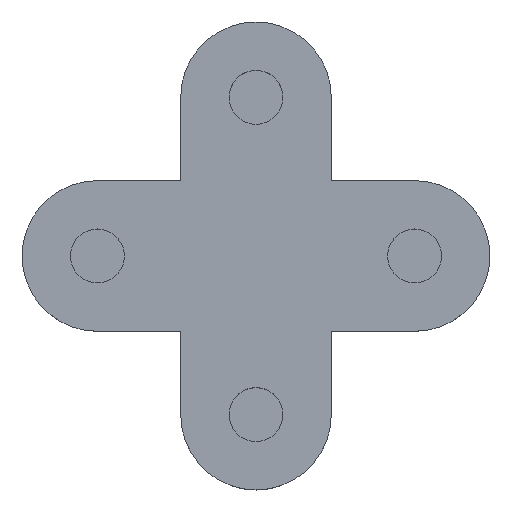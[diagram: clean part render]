
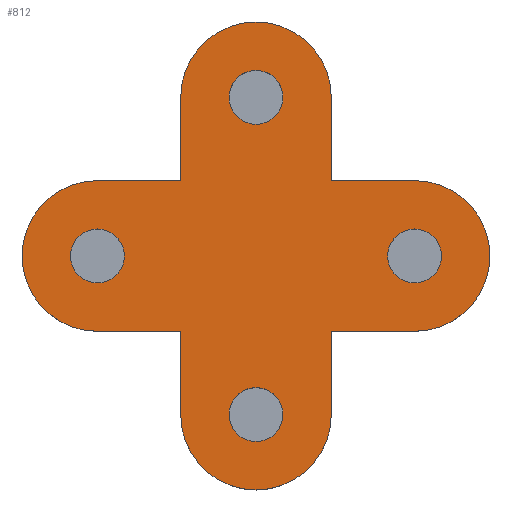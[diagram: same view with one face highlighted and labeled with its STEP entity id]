
A CAD part, top view. The second image highlights one B-rep face of the part: STEP entity #812.
In plain terms, the highlighted planar face has unit normal (0, 0, 1).
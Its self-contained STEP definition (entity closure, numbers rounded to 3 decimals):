
#133=LINE('',#1254,#197);
#134=LINE('',#1257,#198);
#135=LINE('',#1261,#199);
#136=LINE('',#1263,#200);
#137=LINE('',#1267,#201);
#138=LINE('',#1269,#202);
#139=LINE('',#1273,#203);
#140=LINE('',#1275,#204);
#197=VECTOR('',#982,1000.);
#198=VECTOR('',#983,1000.);
#199=VECTOR('',#986,1000.);
#200=VECTOR('',#987,1000.);
#201=VECTOR('',#990,1000.);
#202=VECTOR('',#991,1000.);
#203=VECTOR('',#994,1000.);
#204=VECTOR('',#995,1000.);
#261=ORIENTED_EDGE('',*,*,#469,.F.);
#262=ORIENTED_EDGE('',*,*,#470,.F.);
#263=ORIENTED_EDGE('',*,*,#471,.F.);
#264=ORIENTED_EDGE('',*,*,#472,.F.);
#265=ORIENTED_EDGE('',*,*,#473,.F.);
#266=ORIENTED_EDGE('',*,*,#474,.F.);
#267=ORIENTED_EDGE('',*,*,#475,.F.);
#268=ORIENTED_EDGE('',*,*,#476,.F.);
#269=ORIENTED_EDGE('',*,*,#477,.F.);
#270=ORIENTED_EDGE('',*,*,#478,.F.);
#271=ORIENTED_EDGE('',*,*,#479,.F.);
#272=ORIENTED_EDGE('',*,*,#480,.F.);
#273=ORIENTED_EDGE('',*,*,#481,.F.);
#274=ORIENTED_EDGE('',*,*,#482,.F.);
#275=ORIENTED_EDGE('',*,*,#483,.F.);
#276=ORIENTED_EDGE('',*,*,#484,.T.);
#469=EDGE_CURVE('',#573,#573,#641,.T.);
#470=EDGE_CURVE('',#574,#575,#133,.T.);
#471=EDGE_CURVE('',#576,#574,#134,.T.);
#472=EDGE_CURVE('',#577,#576,#642,.T.);
#473=EDGE_CURVE('',#578,#577,#135,.T.);
#474=EDGE_CURVE('',#579,#578,#136,.T.);
#475=EDGE_CURVE('',#580,#579,#643,.T.);
#476=EDGE_CURVE('',#581,#580,#137,.T.);
#477=EDGE_CURVE('',#582,#581,#138,.T.);
#478=EDGE_CURVE('',#583,#582,#644,.T.);
#479=EDGE_CURVE('',#584,#583,#139,.T.);
#480=EDGE_CURVE('',#585,#584,#140,.T.);
#481=EDGE_CURVE('',#575,#585,#645,.T.);
#482=EDGE_CURVE('',#586,#586,#646,.T.);
#483=EDGE_CURVE('',#587,#587,#647,.T.);
#484=EDGE_CURVE('',#588,#588,#648,.F.);
#573=VERTEX_POINT('',#1253);
#574=VERTEX_POINT('',#1255);
#575=VERTEX_POINT('',#1256);
#576=VERTEX_POINT('',#1258);
#577=VERTEX_POINT('',#1260);
#578=VERTEX_POINT('',#1262);
#579=VERTEX_POINT('',#1264);
#580=VERTEX_POINT('',#1266);
#581=VERTEX_POINT('',#1268);
#582=VERTEX_POINT('',#1270);
#583=VERTEX_POINT('',#1272);
#584=VERTEX_POINT('',#1274);
#585=VERTEX_POINT('',#1276);
#586=VERTEX_POINT('',#1279);
#587=VERTEX_POINT('',#1281);
#588=VERTEX_POINT('',#1283);
#641=CIRCLE('',#873,1.7);
#642=CIRCLE('',#874,4.75);
#643=CIRCLE('',#875,4.75);
#644=CIRCLE('',#876,4.75);
#645=CIRCLE('',#877,4.75);
#646=CIRCLE('',#878,1.7);
#647=CIRCLE('',#879,1.7);
#648=CIRCLE('',#880,1.7);
#677=EDGE_LOOP('',(#261));
#678=EDGE_LOOP('',(#262,#263,#264,#265,#266,#267,#268,#269,#270,#271,#272,
#273));
#679=EDGE_LOOP('',(#274));
#680=EDGE_LOOP('',(#275));
#681=EDGE_LOOP('',(#276));
#733=FACE_BOUND('',#677,.T.);
#734=FACE_BOUND('',#678,.T.);
#735=FACE_BOUND('',#679,.T.);
#736=FACE_BOUND('',#680,.T.);
#737=FACE_BOUND('',#681,.T.);
#789=PLANE('',#872);
#812=ADVANCED_FACE('',(#733,#734,#735,#736,#737),#789,.T.);
#872=AXIS2_PLACEMENT_3D('',#1251,#978,#979);
#873=AXIS2_PLACEMENT_3D('',#1252,#980,#981);
#874=AXIS2_PLACEMENT_3D('',#1259,#984,#985);
#875=AXIS2_PLACEMENT_3D('',#1265,#988,#989);
#876=AXIS2_PLACEMENT_3D('',#1271,#992,#993);
#877=AXIS2_PLACEMENT_3D('',#1277,#996,#997);
#878=AXIS2_PLACEMENT_3D('',#1278,#998,#999);
#879=AXIS2_PLACEMENT_3D('',#1280,#1000,#1001);
#880=AXIS2_PLACEMENT_3D('',#1282,#1002,#1003);
#978=DIRECTION('',(0.,0.,1.));
#979=DIRECTION('',(1.,0.,0.));
#980=DIRECTION('',(0.,0.,1.));
#981=DIRECTION('',(1.,0.,0.));
#982=DIRECTION('',(-1.,0.,0.));
#983=DIRECTION('',(0.,1.,0.));
#984=DIRECTION('',(0.,0.,-1.));
#985=DIRECTION('',(-1.,0.,0.));
#986=DIRECTION('',(0.,-1.,0.));
#987=DIRECTION('',(-1.,0.,0.));
#988=DIRECTION('',(0.,0.,-1.));
#989=DIRECTION('',(-1.,0.,0.));
#990=DIRECTION('',(1.,0.,0.));
#991=DIRECTION('',(0.,-1.,0.));
#992=DIRECTION('',(0.,0.,-1.));
#993=DIRECTION('',(-1.,0.,0.));
#994=DIRECTION('',(0.,1.,0.));
#995=DIRECTION('',(1.,0.,0.));
#996=DIRECTION('',(0.,0.,-1.));
#997=DIRECTION('',(-1.,0.,0.));
#998=DIRECTION('',(0.,0.,1.));
#999=DIRECTION('',(1.,0.,0.));
#1000=DIRECTION('',(0.,0.,1.));
#1001=DIRECTION('',(1.,0.,0.));
#1002=DIRECTION('',(0.,0.,1.));
#1003=DIRECTION('',(1.,0.,0.));
#1251=CARTESIAN_POINT('',(75.743,65.346,58.254));
#1252=CARTESIAN_POINT('',(75.743,85.346,58.254));
#1253=CARTESIAN_POINT('',(77.443,85.346,58.254));
#1254=CARTESIAN_POINT('',(72.493,70.596,58.254));
#1255=CARTESIAN_POINT('',(70.993,70.596,58.254));
#1256=CARTESIAN_POINT('',(65.743,70.596,58.254));
#1257=CARTESIAN_POINT('',(70.993,65.346,58.254));
#1258=CARTESIAN_POINT('',(70.993,65.346,58.254));
#1259=CARTESIAN_POINT('',(75.743,65.346,58.254));
#1260=CARTESIAN_POINT('',(80.493,65.346,58.254));
#1261=CARTESIAN_POINT('',(80.493,72.096,58.254));
#1262=CARTESIAN_POINT('',(80.493,70.596,58.254));
#1263=CARTESIAN_POINT('',(85.743,70.596,58.254));
#1264=CARTESIAN_POINT('',(85.743,70.596,58.254));
#1265=CARTESIAN_POINT('',(85.743,75.346,58.254));
#1266=CARTESIAN_POINT('',(85.743,80.096,58.254));
#1267=CARTESIAN_POINT('',(78.993,80.096,58.254));
#1268=CARTESIAN_POINT('',(80.493,80.096,58.254));
#1269=CARTESIAN_POINT('',(80.493,85.346,58.254));
#1270=CARTESIAN_POINT('',(80.493,85.346,58.254));
#1271=CARTESIAN_POINT('',(75.743,85.346,58.254));
#1272=CARTESIAN_POINT('',(70.993,85.346,58.254));
#1273=CARTESIAN_POINT('',(70.993,78.596,58.254));
#1274=CARTESIAN_POINT('',(70.993,80.096,58.254));
#1275=CARTESIAN_POINT('',(65.743,80.096,58.254));
#1276=CARTESIAN_POINT('',(65.743,80.096,58.254));
#1277=CARTESIAN_POINT('',(65.743,75.346,58.254));
#1278=CARTESIAN_POINT('',(85.743,75.346,58.254));
#1279=CARTESIAN_POINT('',(87.443,75.346,58.254));
#1280=CARTESIAN_POINT('',(65.743,75.346,58.254));
#1281=CARTESIAN_POINT('',(67.443,75.346,58.254));
#1282=CARTESIAN_POINT('',(75.743,65.346,58.254));
#1283=CARTESIAN_POINT('',(77.443,65.346,58.254));
